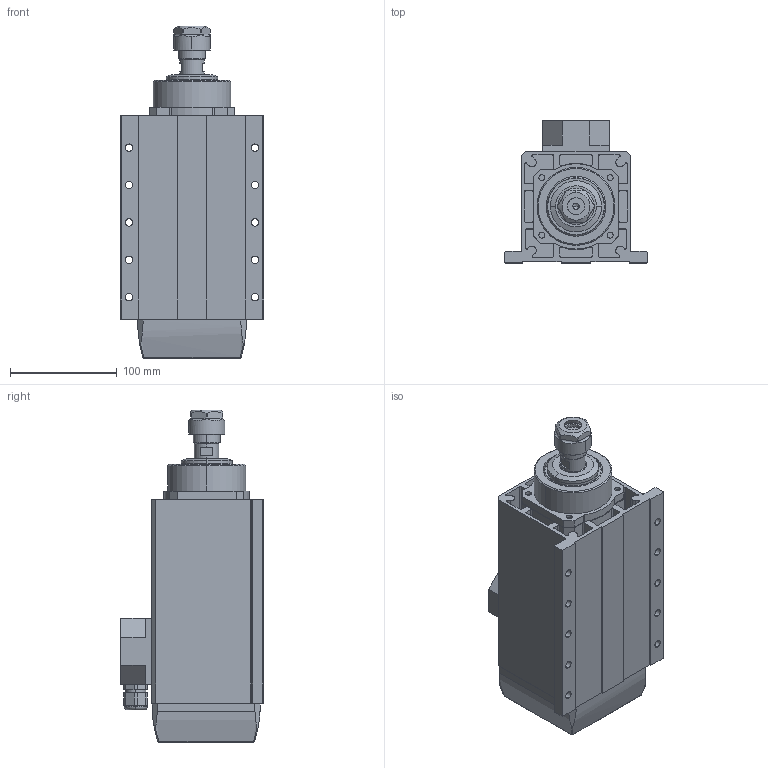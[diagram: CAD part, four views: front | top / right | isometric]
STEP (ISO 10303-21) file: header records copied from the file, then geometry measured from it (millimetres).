
FILE_DESCRIPTION (( 'STEP AP214' ), '1' );
FILE_NAME ('GDF53-18Z-3.5.STEP', '2021-05-11T01:46:45', ( '萇齟' ), ( '' ), 'SwSTEP 2.0', 'SolidWorks 2018', '' );
FILE_SCHEMA (( 'AUTOMOTIVE_DESIGN' ));
Length unit declared in the file: millimetre
Products named in the file (11): GDF53-18Z-3.5; 珨极傷裔; ER20 粟俶芠標; 粣; 躇猾裔; xiaojiet; ヶ裔; 諉盄碟; 瑞欶; 儂褲; ER20蹟簽
Assembly tree (10 placements, depth 2):
  GDF53-18Z-3.5
    儂褲
    珨极傷裔
    ヶ裔
    躇猾裔
    粣
    諉盄碟
    xiaojiet
    瑞欶
    ER20 粟俶芠標
    ER20蹟簽
Bounding box: 134 x 133.5 x 311 mm (x, y, z)
Volume: 1268389.6 mm3; surface area: 406980.6 mm2
Topology: 10 solids, 10 shells, 535 faces, 1374 edges, 891 vertices
Faces by surface type: cylinder 244, plane 227, cone 50, bspline 8, sphere 4, torus 2
Entity records: 17504 total; most frequent: CARTESIAN_POINT 3463, DIRECTION 2952, ORIENTED_EDGE 2744, EDGE_CURVE 1372, AXIS2_PLACEMENT_3D 1084, VERTEX_POINT 891, LINE 784, VECTOR 784
